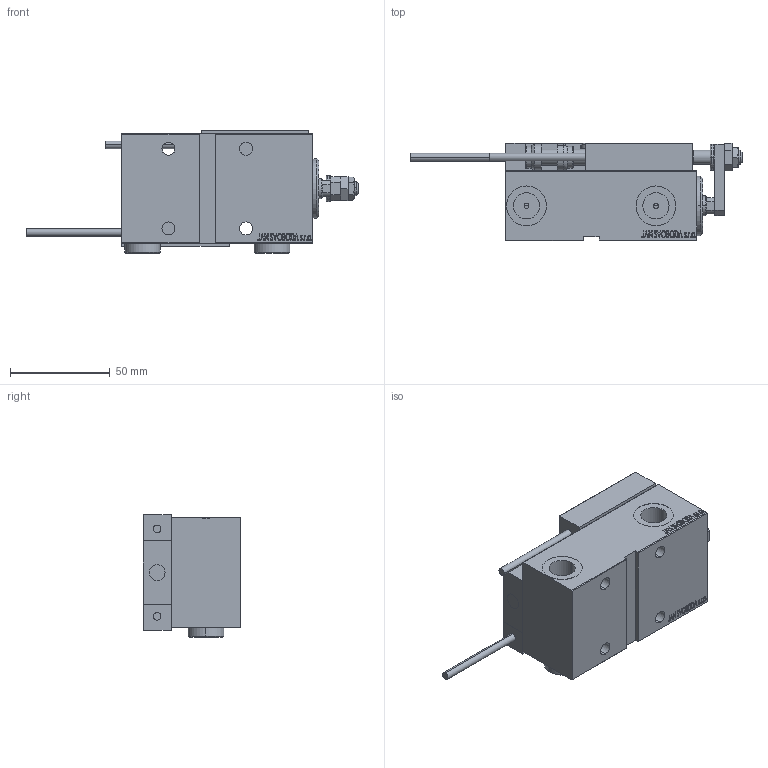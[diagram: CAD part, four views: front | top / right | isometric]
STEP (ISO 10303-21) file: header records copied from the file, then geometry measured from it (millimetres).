
FILE_DESCRIPTION (( 'STEP AP203' ), '1' );
FILE_NAME ('70f6.STEP', '2024-02-13T07:24:12', ( '' ), ( '' ), 'SwSTEP 2.0', 'SolidWorks 2019', '' );
FILE_SCHEMA (( 'CONFIG_CONTROL_DESIGN' ));
Length unit declared in the file: millimetre
Products named in the file (17): ALLEN BOLT D5 0263f59ddb98c4eb88e0bd607212a6c3; SWITCH DIM B,W 0263f59ddb98c4eb88e0bd607212a6c3; V450CM_E_VCP 0263f59ddb98c4eb88e0bd607212a6c3; ZARAZKA 0263f59ddb98c4eb88e0bd607212a6c3; SWITCH X 0263f59ddb98c4eb88e0bd607212a6c3; ALLEN BOLT D8 0263f59ddb98c4eb88e0bd607212a6c3; V450CM_VC_B 0263f59ddb98c4eb88e0bd607212a6c3; Block 0263f59ddb98c4eb88e0bd607212a6c3; NUT_D10 0263f59ddb98c4eb88e0bd607212a6c3; MAGNET 0263f59ddb98c4eb88e0bd607212a6c3; V450CM_E_Body 0263f59ddb98c4eb88e0bd607212a6c3; KONCOVKA 0263f59ddb98c4eb88e0bd607212a6c3; Zatka_OIL_PORT 0263f59ddb98c4eb88e0bd607212a6c3; 70f6; TYC_L79 0263f59ddb98c4eb88e0bd607212a6c3; NUT_D12 0263f59ddb98c4eb88e0bd607212a6c3; SWITCH_X_FRONT_BACK 0263f59ddb98c4eb88e0bd607212a6c3
Assembly tree (27 placements, depth 3):
  70f6
    V450CM_E_Body 0263f59ddb98c4eb88e0bd607212a6c3
    V450CM_E_VCP 0263f59ddb98c4eb88e0bd607212a6c3
    V450CM_VC_B 0263f59ddb98c4eb88e0bd607212a6c3
    SWITCH X 0263f59ddb98c4eb88e0bd607212a6c3
      SWITCH_X_FRONT_BACK 0263f59ddb98c4eb88e0bd607212a6c3  x2
      TYC_L79 0263f59ddb98c4eb88e0bd607212a6c3
      Block 0263f59ddb98c4eb88e0bd607212a6c3  x2
      ALLEN BOLT D5 0263f59ddb98c4eb88e0bd607212a6c3  x4
      ALLEN BOLT D8 0263f59ddb98c4eb88e0bd607212a6c3  x4
      MAGNET 0263f59ddb98c4eb88e0bd607212a6c3  x2
      KONCOVKA 0263f59ddb98c4eb88e0bd607212a6c3  x2
    SWITCH DIM B,W 0263f59ddb98c4eb88e0bd607212a6c3
    ZARAZKA 0263f59ddb98c4eb88e0bd607212a6c3
    NUT_D10 0263f59ddb98c4eb88e0bd607212a6c3
    NUT_D12 0263f59ddb98c4eb88e0bd607212a6c3
    Zatka_OIL_PORT 0263f59ddb98c4eb88e0bd607212a6c3  x2
Bounding box: 166.7 x 49 x 61.4 mm (x, y, z)
Volume: 213227.3 mm3; surface area: 63202.2 mm2
Topology: 26 solids, 26 shells, 1350 faces, 3226 edges, 2058 vertices
Faces by surface type: plane 605, bspline 380, cylinder 200, cone 117, torus 44, sphere 4
Entity records: 51406 total; most frequent: CARTESIAN_POINT 25759, ORIENTED_EDGE 5392, DIRECTION 3689, EDGE_CURVE 2696, VERTEX_POINT 1758, LINE 1561, VECTOR 1561, EDGE_LOOP 1248
